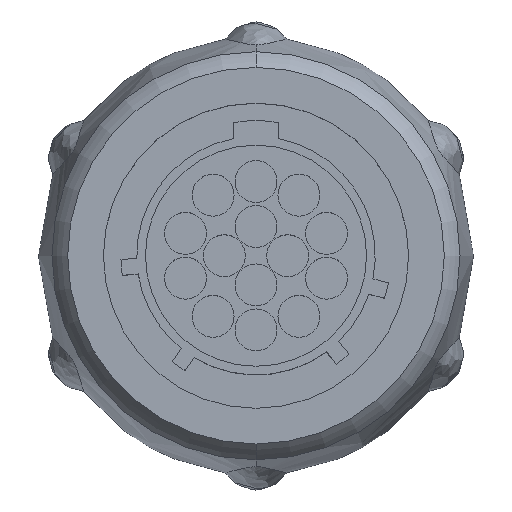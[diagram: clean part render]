
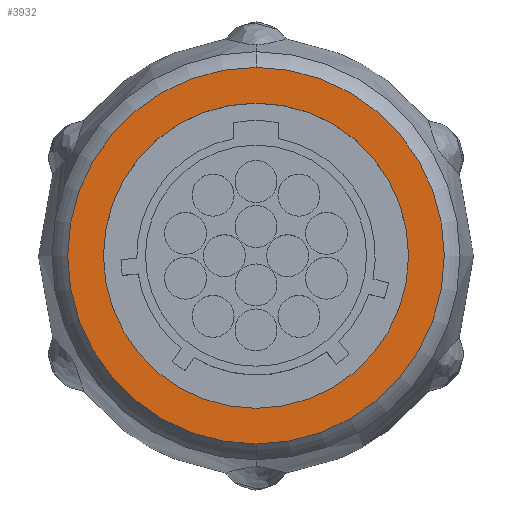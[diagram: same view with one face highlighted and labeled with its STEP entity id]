
A CAD part, top view. The second image highlights one B-rep face of the part: STEP entity #3932.
In plain terms, the highlighted planar face has unit normal (0, 0, 1).
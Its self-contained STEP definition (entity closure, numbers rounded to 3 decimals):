
#1303=CARTESIAN_POINT('',(0.,0.,21.65));
#1304=DIRECTION('',(0.,0.,1.));
#1305=DIRECTION('',(0.,1.,0.));
#1306=AXIS2_PLACEMENT_3D('',#1303,#1304,#1305);
#1308=CARTESIAN_POINT('',(0.,0.,21.65));
#1309=DIRECTION('',(0.,0.,-1.));
#1310=DIRECTION('',(0.,1.,0.));
#1311=AXIS2_PLACEMENT_3D('',#1308,#1309,#1310);
#1313=CARTESIAN_POINT('',(0.,0.,21.65));
#1314=DIRECTION('',(0.,0.,-1.));
#1315=DIRECTION('',(0.,1.,0.));
#1316=AXIS2_PLACEMENT_3D('',#1313,#1314,#1315);
#1326=CARTESIAN_POINT('',(0.,0.,21.65));
#1327=DIRECTION('',(0.,0.,1.));
#1328=DIRECTION('',(0.,1.,0.));
#1329=AXIS2_PLACEMENT_3D('',#1326,#1327,#1328);
#2904=CARTESIAN_POINT('',(0.,11.935,21.65));
#2906=VERTEX_POINT('',#2904);
#2907=CARTESIAN_POINT('',(0.,9.67,21.65));
#2909=VERTEX_POINT('',#2907);
#2920=CARTESIAN_POINT('',(0.,-11.935,21.65));
#2922=VERTEX_POINT('',#2920);
#2923=CARTESIAN_POINT('',(0.,-9.67,21.65));
#2925=VERTEX_POINT('',#2923);
#3917=CARTESIAN_POINT('',(0.,0.,21.65));
#3918=DIRECTION('',(0.,0.,-1.));
#3919=DIRECTION('',(0.,-1.,0.));
#3920=AXIS2_PLACEMENT_3D('',#3917,#3918,#3919);
#3921=PLANE('',#3920);
#3922=ORIENTED_EDGE('',*,*,#3910,.F.);
#3923=ORIENTED_EDGE('',*,*,#3899,.T.);
#3924=EDGE_LOOP('',(#3922,#3923));
#3925=FACE_OUTER_BOUND('',#3924,.F.);
#3927=ORIENTED_EDGE('',*,*,#3926,.F.);
#3929=ORIENTED_EDGE('',*,*,#3928,.T.);
#3930=EDGE_LOOP('',(#3927,#3929));
#3931=FACE_BOUND('',#3930,.F.);
#3932=ADVANCED_FACE('',(#3925,#3931),#3921,.F.);
#1307=CIRCLE('',#1306,11.935);
#1312=CIRCLE('',#1311,11.935);
#1317=CIRCLE('',#1316,9.67);
#1330=CIRCLE('',#1329,9.67);
#3899=EDGE_CURVE('',#2906,#2922,#1312,.T.);
#3910=EDGE_CURVE('',#2906,#2922,#1307,.T.);
#3926=EDGE_CURVE('',#2909,#2925,#1317,.T.);
#3928=EDGE_CURVE('',#2909,#2925,#1330,.T.);
